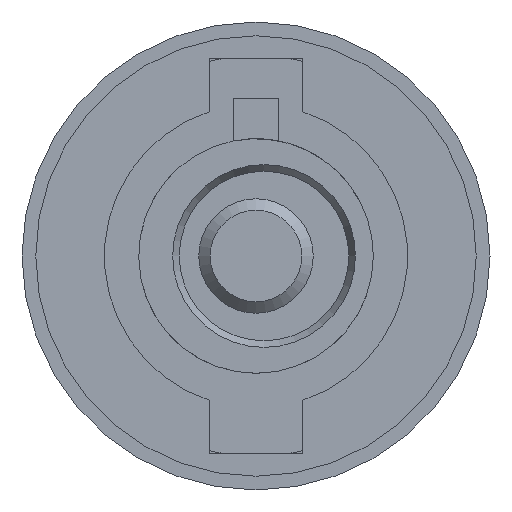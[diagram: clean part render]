
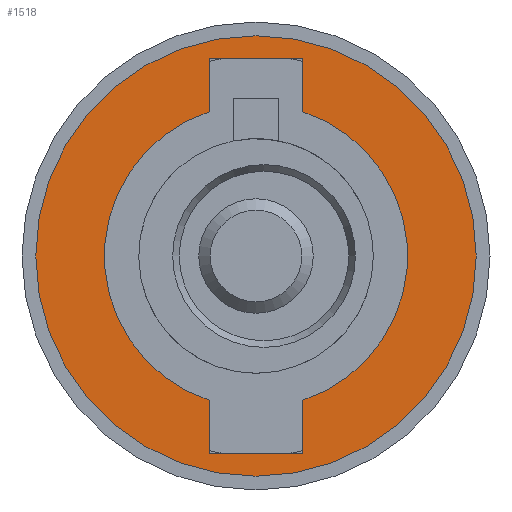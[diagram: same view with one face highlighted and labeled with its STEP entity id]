
A CAD part, left-side view. The second image highlights one B-rep face of the part: STEP entity #1518.
In plain terms, the highlighted face is planar.
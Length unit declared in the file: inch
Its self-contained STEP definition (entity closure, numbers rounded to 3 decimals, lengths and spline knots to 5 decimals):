
#22 = ORIENTED_EDGE ( 'NONE', *, *, #3834, .F. ) ;
#75 = DIRECTION ( 'NONE',  ( -1., 0., 0. ) ) ;
#83 = VECTOR ( 'NONE', #4036, 39.37008 ) ;
#194 = VERTEX_POINT ( 'NONE', #1848 ) ;
#243 = EDGE_LOOP ( 'NONE', ( #4231, #1675, #3174, #1632, #4042, #1410, #1696, #22 ) ) ;
#248 = LINE ( 'NONE', #2487, #4272 ) ;
#671 = CARTESIAN_POINT ( 'NONE',  ( 0.1725, 0.45, 0.041 ) ) ;
#682 = VERTEX_POINT ( 'NONE', #3768 ) ;
#795 = PLANE ( 'NONE',  #2719 ) ;
#842 = CARTESIAN_POINT ( 'NONE',  ( 0., 0.45, 0. ) ) ;
#917 = EDGE_CURVE ( 'NONE', #682, #3015, #1505, .T. ) ;
#964 = VERTEX_POINT ( 'NONE', #1133 ) ;
#990 = VECTOR ( 'NONE', #75, 39.37008 ) ;
#1040 = CARTESIAN_POINT ( 'NONE',  ( 0., 0.45, 0. ) ) ;
#1077 = DIRECTION ( 'NONE',  ( 0., 1., 0. ) ) ;
#1133 = CARTESIAN_POINT ( 'NONE',  ( 0.126, 0.45, 0.041 ) ) ;
#1218 = DIRECTION ( 'NONE',  ( 1., 0., 0. ) ) ;
#1294 = EDGE_CURVE ( 'NONE', #194, #964, #1657, .T. ) ;
#1331 = LINE ( 'NONE', #671, #83 ) ;
#1401 = VERTEX_POINT ( 'NONE', #4323 ) ;
#1402 = CARTESIAN_POINT ( 'NONE',  ( -0.126, 0.45, -0.041 ) ) ;
#1410 = ORIENTED_EDGE ( 'NONE', *, *, #3756, .F. ) ;
#1418 = DIRECTION ( 'NONE',  ( -1., 0., 0. ) ) ;
#1457 = CARTESIAN_POINT ( 'NONE',  ( -0.1725, 0.45, -0.041 ) ) ;
#1502 = DIRECTION ( 'NONE',  ( 0., 0., -1. ) ) ;
#1505 = LINE ( 'NONE', #1457, #3912 ) ;
#1507 = VERTEX_POINT ( 'NONE', #3176 ) ;
#1518 = ADVANCED_FACE ( 'NONE', ( #2148, #2923 ), #795, .T. ) ;
#1632 = ORIENTED_EDGE ( 'NONE', *, *, #1839, .F. ) ;
#1657 = CIRCLE ( 'NONE', #2225, 0.1325 ) ;
#1675 = ORIENTED_EDGE ( 'NONE', *, *, #3580, .F. ) ;
#1679 = CIRCLE ( 'NONE', #2671, 0.1325 ) ;
#1696 = ORIENTED_EDGE ( 'NONE', *, *, #3842, .F. ) ;
#1699 = CARTESIAN_POINT ( 'NONE',  ( 0.126, 0.45, -0.041 ) ) ;
#1839 = EDGE_CURVE ( 'NONE', #3015, #194, #248, .T. ) ;
#1848 = CARTESIAN_POINT ( 'NONE',  ( -0.126, 0.45, 0.041 ) ) ;
#1898 = LINE ( 'NONE', #3559, #2817 ) ;
#1950 = VERTEX_POINT ( 'NONE', #3523 ) ;
#1961 = AXIS2_PLACEMENT_3D ( 'NONE', #1040, #1077, #2413 ) ;
#2148 = FACE_BOUND ( 'NONE', #243, .T. ) ;
#2225 = AXIS2_PLACEMENT_3D ( 'NONE', #2630, #2566, #2232 ) ;
#2232 = DIRECTION ( 'NONE',  ( 0., 0., 1. ) ) ;
#2247 = CIRCLE ( 'NONE', #1961, 0.1925 ) ;
#2373 = CARTESIAN_POINT ( 'NONE',  ( 0., 0.45, 0.1925 ) ) ;
#2413 = DIRECTION ( 'NONE',  ( 0., 0., 1. ) ) ;
#2415 = CARTESIAN_POINT ( 'NONE',  ( -0.1725, 0.45, 0.041 ) ) ;
#2418 = DIRECTION ( 'NONE',  ( 0., 1., 0. ) ) ;
#2487 = CARTESIAN_POINT ( 'NONE',  ( -0.126, 0.45, 0.041 ) ) ;
#2566 = DIRECTION ( 'NONE',  ( 0., 1., 0. ) ) ;
#2630 = CARTESIAN_POINT ( 'NONE',  ( 0., 0.45, 0. ) ) ;
#2632 = EDGE_LOOP ( 'NONE', ( #3470 ) ) ;
#2671 = AXIS2_PLACEMENT_3D ( 'NONE', #3800, #2418, #3737 ) ;
#2719 = AXIS2_PLACEMENT_3D ( 'NONE', #842, #3527, #3501 ) ;
#2722 = CARTESIAN_POINT ( 'NONE',  ( 0.1725, 0.45, -0.041 ) ) ;
#2813 = LINE ( 'NONE', #1402, #3097 ) ;
#2817 = VECTOR ( 'NONE', #1502, 39.37008 ) ;
#2913 = DIRECTION ( 'NONE',  ( 0., 0., 1. ) ) ;
#2923 = FACE_OUTER_BOUND ( 'NONE', #2632, .T. ) ;
#3015 = VERTEX_POINT ( 'NONE', #2415 ) ;
#3097 = VECTOR ( 'NONE', #1418, 39.37008 ) ;
#3174 = ORIENTED_EDGE ( 'NONE', *, *, #1294, .F. ) ;
#3176 = CARTESIAN_POINT ( 'NONE',  ( 0.1725, 0.45, -0.041 ) ) ;
#3191 = VERTEX_POINT ( 'NONE', #1699 ) ;
#3470 = ORIENTED_EDGE ( 'NONE', *, *, #3546, .T. ) ;
#3501 = DIRECTION ( 'NONE',  ( 0., 0., 1. ) ) ;
#3523 = CARTESIAN_POINT ( 'NONE',  ( -0.126, 0.45, -0.041 ) ) ;
#3527 = DIRECTION ( 'NONE',  ( 0., 1., 0. ) ) ;
#3546 = EDGE_CURVE ( 'NONE', #3638, #3638, #2247, .T. ) ;
#3559 = CARTESIAN_POINT ( 'NONE',  ( 0.1725, 0.45, -0.041 ) ) ;
#3580 = EDGE_CURVE ( 'NONE', #964, #1401, #1331, .T. ) ;
#3638 = VERTEX_POINT ( 'NONE', #2373 ) ;
#3737 = DIRECTION ( 'NONE',  ( 0., 0., 1. ) ) ;
#3756 = EDGE_CURVE ( 'NONE', #1950, #682, #2813, .T. ) ;
#3768 = CARTESIAN_POINT ( 'NONE',  ( -0.1725, 0.45, -0.041 ) ) ;
#3800 = CARTESIAN_POINT ( 'NONE',  ( 0., 0.45, 0. ) ) ;
#3834 = EDGE_CURVE ( 'NONE', #1507, #3191, #4128, .T. ) ;
#3842 = EDGE_CURVE ( 'NONE', #3191, #1950, #1679, .T. ) ;
#3912 = VECTOR ( 'NONE', #2913, 39.37008 ) ;
#3949 = EDGE_CURVE ( 'NONE', #1401, #1507, #1898, .T. ) ;
#4036 = DIRECTION ( 'NONE',  ( 1., 0., 0. ) ) ;
#4042 = ORIENTED_EDGE ( 'NONE', *, *, #917, .F. ) ;
#4128 = LINE ( 'NONE', #2722, #990 ) ;
#4231 = ORIENTED_EDGE ( 'NONE', *, *, #3949, .F. ) ;
#4272 = VECTOR ( 'NONE', #1218, 39.37008 ) ;
#4323 = CARTESIAN_POINT ( 'NONE',  ( 0.1725, 0.45, 0.041 ) ) ;
